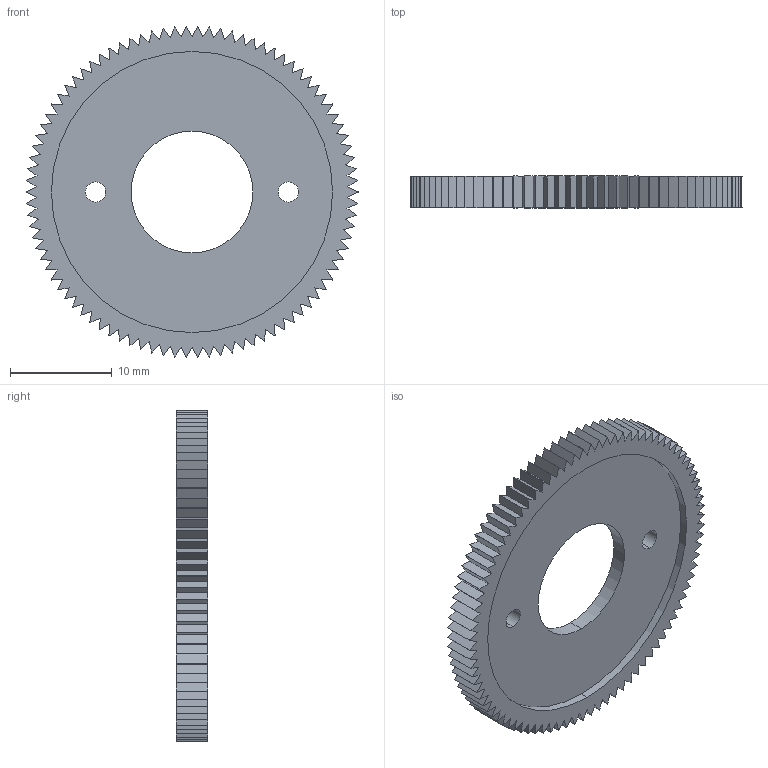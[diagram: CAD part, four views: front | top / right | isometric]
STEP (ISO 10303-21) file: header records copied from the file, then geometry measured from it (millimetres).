
FILE_DESCRIPTION (( 'STEP AP214' ), '1' );
FILE_NAME ('Engrenagem 57 dentes DI 12mm.STEP', '2020-08-23T23:41:59', ( '' ), ( '' ), 'SwSTEP 2.0', 'SolidWorks 2018', '' );
FILE_SCHEMA (( 'AUTOMOTIVE_DESIGN' ));
Length unit declared in the file: millimetre
Products named in the file (1): Engrenagem 57 dentes DI 12mm
Bounding box: 32.7 x 3.1 x 32.68 mm (x, y, z)
Volume: 1301.9 mm3; surface area: 2192.6 mm2
Topology: 1 solids, 1 shells, 284 faces, 840 edges, 560 vertices
Faces by surface type: plane 184, cylinder 100
Entity records: 9530 total; most frequent: CARTESIAN_POINT 1685, ORIENTED_EDGE 1680, DIRECTION 1610, EDGE_CURVE 840, LINE 640, VECTOR 640, VERTEX_POINT 560, AXIS2_PLACEMENT_3D 485
